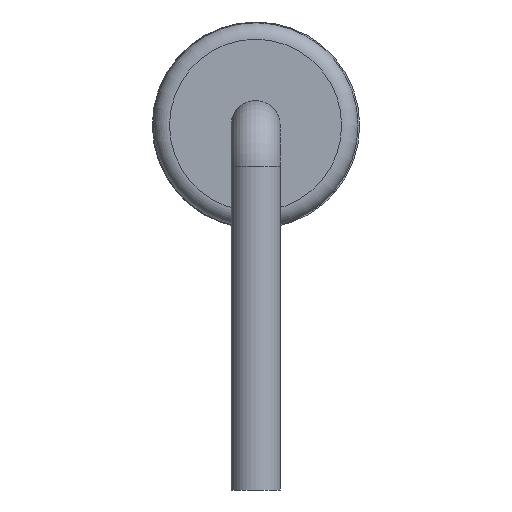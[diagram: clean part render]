
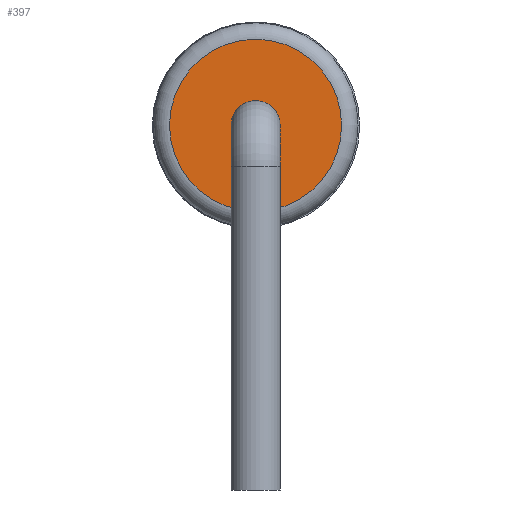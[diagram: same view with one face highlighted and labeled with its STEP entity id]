
A CAD part, left-side view. The second image highlights one B-rep face of the part: STEP entity #397.
In plain terms, the highlighted planar face has unit normal (-1, 0, 0).
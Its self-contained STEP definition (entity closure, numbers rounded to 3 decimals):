
#50=PLANE($,#493);
#113=FACE_OUTER_BOUND($,#172,.T.);
#172=EDGE_LOOP($,(#332));
#212=CIRCLE($,#494,1.05);
#244=VERTEX_POINT($,#752);
#276=EDGE_CURVE($,#244,#244,#212,.T.);
#332=ORIENTED_EDGE($,*,*,#276,.F.);
#397=ADVANCED_FACE($,(#113),#50,.F.);
#493=AXIS2_PLACEMENT_3D($,#751,#630,#631);
#494=AXIS2_PLACEMENT_3D($,#753,#632,#633);
#630=DIRECTION('center_axis',(1.,0.,0.));
#631=DIRECTION('ref_axis',(0.,1.,0.));
#632=DIRECTION('center_axis',(1.,0.,0.));
#633=DIRECTION('ref_axis',(0.,-1.,0.));
#751=CARTESIAN_POINT('Origin',(-3.15,0.,1.25));
#752=CARTESIAN_POINT('',(-3.15,1.05,1.25));
#753=CARTESIAN_POINT('Origin',(-3.15,0.,1.25));
